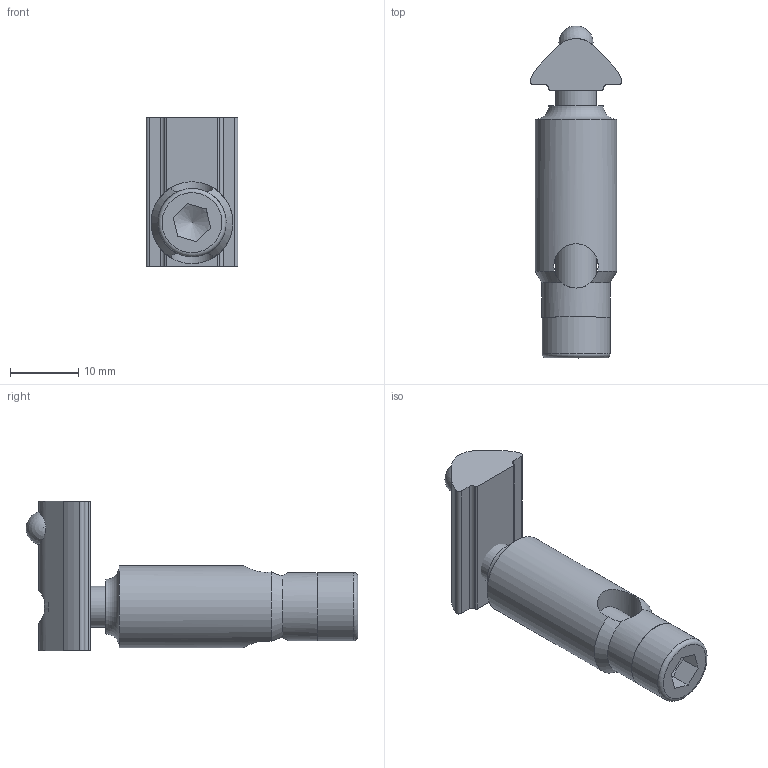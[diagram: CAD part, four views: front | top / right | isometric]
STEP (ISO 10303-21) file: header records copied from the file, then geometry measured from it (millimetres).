
FILE_DESCRIPTION(/* description */ ('Automatik Verbindungssatz 40'),/* implementation_level */ '2;1');
FILE_NAME(/* name */ 'SV1700V.stp',/* time_stamp */ '2017-01-27T06:29:11+01:00',/* author */ ('danielbloss'),/* organization */ (''),/* preprocessor_version */ 'ST-DEVELOPER v16.5',/* originating_system */ 'Autodesk Inventor 2017',/* authorisation */ '');
FILE_SCHEMA (('AUTOMOTIVE_DESIGN { 1 0 10303 214 3 1 1 }'));
Length unit declared in the file: millimetre
Products named in the file (7): SV1700V; Hohlschraube M12; DK0912060400_A; SV2101V_A; ME1631104_B; MK2402100_A; MK5100000_A
Assembly tree (6 placements, depth 3):
  SV1700V
    Hohlschraube M12
    DK0912060400_A
    SV2101V_A
      ME1631104_B
      MK2402100_A
      MK5100000_A
Bounding box: 13.47 x 48.68 x 22 mm (x, y, z)
Volume: 4908 mm3; surface area: 4181.8 mm2
Topology: 5 solids, 5 shells, 68 faces, 167 edges, 107 vertices
Faces by surface type: plane 41, cylinder 18, cone 5, torus 2, sphere 1, bspline 1
Full cylindrical faces by diameter (mm): 4.5 x1, 4.917 x1, 5.1 x1, 6 x2, 6.5 x1, 10 x2, 12 x1
Entity records: 2853 total; most frequent: CARTESIAN_POINT 1110, DIRECTION 338, ORIENTED_EDGE 296, EDGE_CURVE 148, AXIS2_PLACEMENT_3D 129, VERTEX_POINT 104, EDGE_LOOP 90, LINE 80
